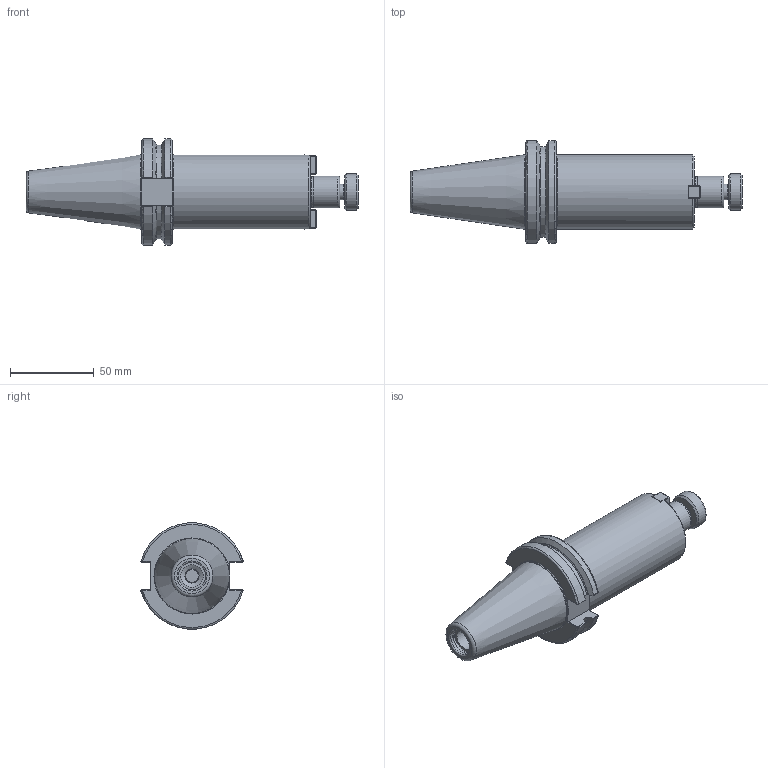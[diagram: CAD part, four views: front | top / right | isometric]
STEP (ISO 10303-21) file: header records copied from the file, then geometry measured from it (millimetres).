
FILE_DESCRIPTION(/* description */ (''),/* implementation_level */ '2;1');
FILE_NAME(/* name */ 'DCAT40-SM075-0400.stp',/* time_stamp */ '2019-07-23T15:01:57-05:00',/* author */ ('ldfli'),/* organization */ ('Pioneer N.A.'),/* preprocessor_version */ 'ST-DEVELOPER v18',/* originating_system */ 'Autodesk Inventor LT',/* authorisation */ '');
FILE_SCHEMA (('AUTOMOTIVE_DESIGN { 1 0 10303 214 3 1 1 }'));
Length unit declared in the file: millimetre
Products named in the file (1): DCAT40-SM075-0400
Bounding box: 198.25 x 61.14 x 63.31 mm (x, y, z)
Volume: 230095.8 mm3; surface area: 40437.2 mm2
Topology: 4 solids, 4 shells, 210 faces, 524 edges, 338 vertices
Faces by surface type: plane 127, cylinder 32, cone 19, torus 16, bspline 16
Full cylindrical faces by diameter (mm): 2.459 x2, 3 x2, 3.3 x2, 5.5 x2, 5.8 x2, 8.382 x1, 9.53 x1, 10 x1, 13 x1, 13.386 x1, 16.3 x1, 16.8 x1, 18.55 x1, 19.05 x1, 22 x1, 44.45 x2
Entity records: 6966 total; most frequent: CARTESIAN_POINT 1959, ORIENTED_EDGE 1042, DIRECTION 1014, EDGE_CURVE 521, AXIS2_PLACEMENT_3D 359, VERTEX_POINT 338, LINE 296, VECTOR 296
